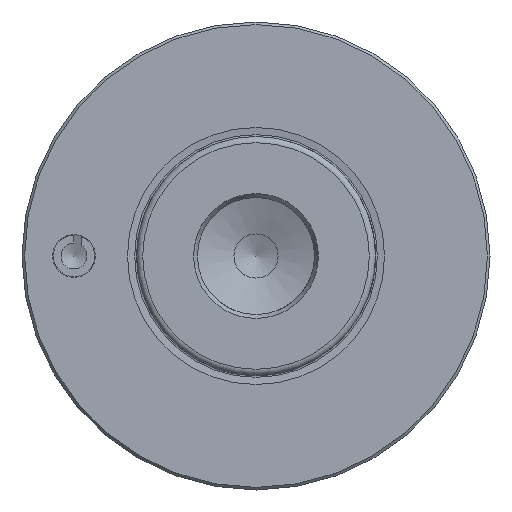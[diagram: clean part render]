
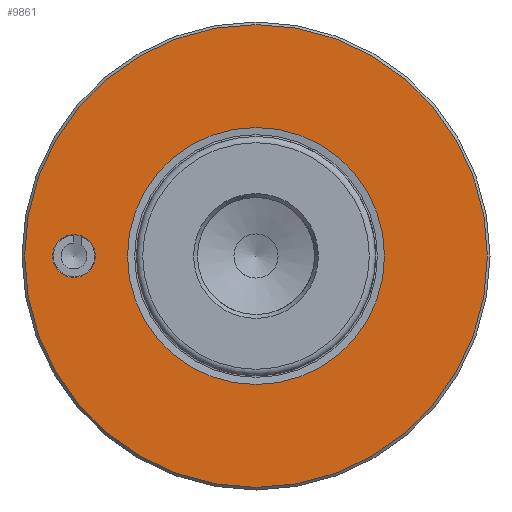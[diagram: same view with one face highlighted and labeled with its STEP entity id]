
A CAD part, left-side view. The second image highlights one B-rep face of the part: STEP entity #9861.
In plain terms, the highlighted planar face has unit normal (-1, 0, 0).
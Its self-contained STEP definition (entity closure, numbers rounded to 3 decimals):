
#430=PLANE('',#10780);
#720=FACE_BOUND('',#1808,.T.);
#721=FACE_BOUND('',#1809,.T.);
#814=CIRCLE('',#10779,24.715);
#815=CIRCLE('',#10781,44.5);
#816=CIRCLE('',#10782,4.1);
#1220=FACE_OUTER_BOUND('',#1807,.T.);
#1807=EDGE_LOOP('',(#7091));
#1808=EDGE_LOOP('',(#7092));
#1809=EDGE_LOOP('',(#7093));
#4288=VERTEX_POINT('',#15787);
#4289=VERTEX_POINT('',#15791);
#4290=VERTEX_POINT('',#15793);
#5360=EDGE_CURVE('',#4288,#4288,#814,.T.);
#5361=EDGE_CURVE('',#4289,#4289,#815,.T.);
#5362=EDGE_CURVE('',#4290,#4290,#816,.T.);
#7091=ORIENTED_EDGE('',*,*,#5361,.T.);
#7092=ORIENTED_EDGE('',*,*,#5362,.F.);
#7093=ORIENTED_EDGE('',*,*,#5360,.F.);
#9861=ADVANCED_FACE('',(#1220,#720,#721),#430,.F.);
#10779=AXIS2_PLACEMENT_3D('',#15789,#12101,#12102);
#10780=AXIS2_PLACEMENT_3D('',#15790,#12103,#12104);
#10781=AXIS2_PLACEMENT_3D('',#15792,#12105,#12106);
#10782=AXIS2_PLACEMENT_3D('',#15794,#12107,#12108);
#12101=DIRECTION('center_axis',(-1.,0.,0.));
#12102=DIRECTION('ref_axis',(0.,0.,1.));
#12103=DIRECTION('center_axis',(1.,0.,0.));
#12104=DIRECTION('ref_axis',(0.,0.,-1.));
#12105=DIRECTION('center_axis',(-1.,0.,0.));
#12106=DIRECTION('ref_axis',(0.,0.,1.));
#12107=DIRECTION('center_axis',(-1.,0.,0.));
#12108=DIRECTION('ref_axis',(0.,0.,1.));
#15787=CARTESIAN_POINT('',(-83.,0.,-24.715));
#15789=CARTESIAN_POINT('Origin',(-83.,0.,0.));
#15790=CARTESIAN_POINT('Origin',(-83.,24.715,0.));
#15791=CARTESIAN_POINT('',(-83.,0.,44.5));
#15792=CARTESIAN_POINT('Origin',(-83.,0.,0.));
#15793=CARTESIAN_POINT('',(-83.,35.,-4.1));
#15794=CARTESIAN_POINT('Origin',(-83.,35.,0.));
